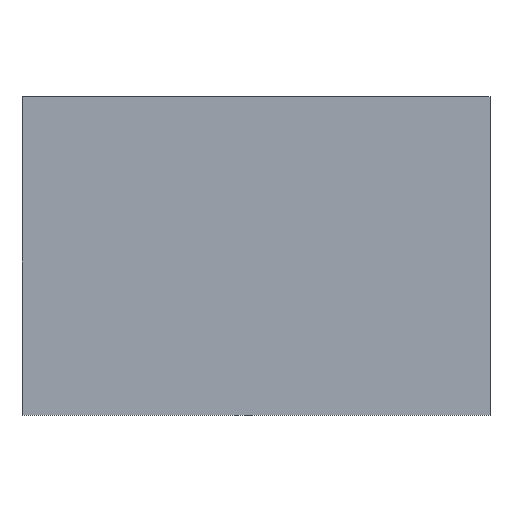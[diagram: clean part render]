
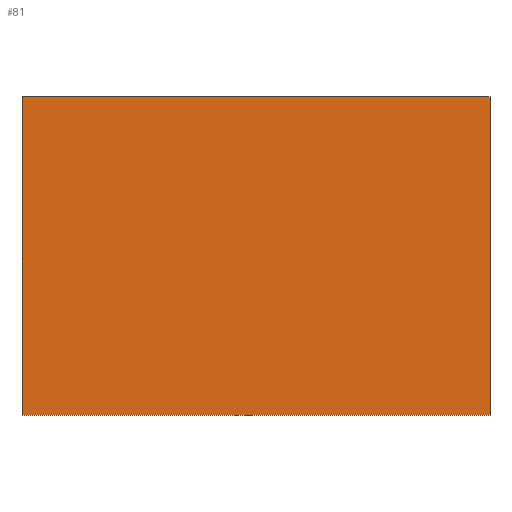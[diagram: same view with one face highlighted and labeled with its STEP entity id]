
A CAD part, top view. The second image highlights one B-rep face of the part: STEP entity #81.
In plain terms, the highlighted planar face has unit normal (0, 0, 1).
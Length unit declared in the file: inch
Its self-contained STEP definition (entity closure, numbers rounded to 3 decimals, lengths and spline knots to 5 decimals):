
#81=ADVANCED_FACE('',(#93),#87,.T.);
#87=PLANE('',#174);
#93=FACE_OUTER_BOUND('',#99,.T.);
#99=EDGE_LOOP('',(#117,#118,#119,#120));
#117=ORIENTED_EDGE('',*,*,#135,.T.);
#118=ORIENTED_EDGE('',*,*,#139,.T.);
#119=ORIENTED_EDGE('',*,*,#142,.T.);
#120=ORIENTED_EDGE('',*,*,#144,.T.);
#127=VERTEX_POINT('',#207);
#128=VERTEX_POINT('',#209);
#130=VERTEX_POINT('',#215);
#132=VERTEX_POINT('',#221);
#135=EDGE_CURVE('',#128,#127,#147,.T.);
#139=EDGE_CURVE('',#127,#130,#151,.T.);
#142=EDGE_CURVE('',#130,#132,#154,.T.);
#144=EDGE_CURVE('',#132,#128,#156,.T.);
#147=LINE('',#208,#159);
#151=LINE('',#216,#163);
#154=LINE('',#222,#166);
#156=LINE('',#225,#168);
#159=VECTOR('',#180,1.);
#163=VECTOR('',#186,1.);
#166=VECTOR('',#191,1.);
#168=VECTOR('',#195,1.);
#174=AXIS2_PLACEMENT_3D('',#227,#198,#199);
#180=DIRECTION('',(0.,-1.,0.));
#186=DIRECTION('',(1.,0.,0.));
#191=DIRECTION('',(0.,1.,0.));
#195=DIRECTION('',(-1.,0.,0.));
#198=DIRECTION('',(0.,0.,1.));
#199=DIRECTION('',(1.,0.,0.));
#207=CARTESIAN_POINT('',(0.,0.,0.015));
#208=CARTESIAN_POINT('',(0.,0.64125,0.015));
#209=CARTESIAN_POINT('',(0.,0.64125,0.015));
#215=CARTESIAN_POINT('',(0.94255,0.,0.015));
#216=CARTESIAN_POINT('',(0.,0.,0.015));
#221=CARTESIAN_POINT('',(0.94255,0.64125,0.015));
#222=CARTESIAN_POINT('',(0.94255,0.,0.015));
#225=CARTESIAN_POINT('',(0.94255,0.64125,0.015));
#227=CARTESIAN_POINT('',(0.,0.,0.015));
